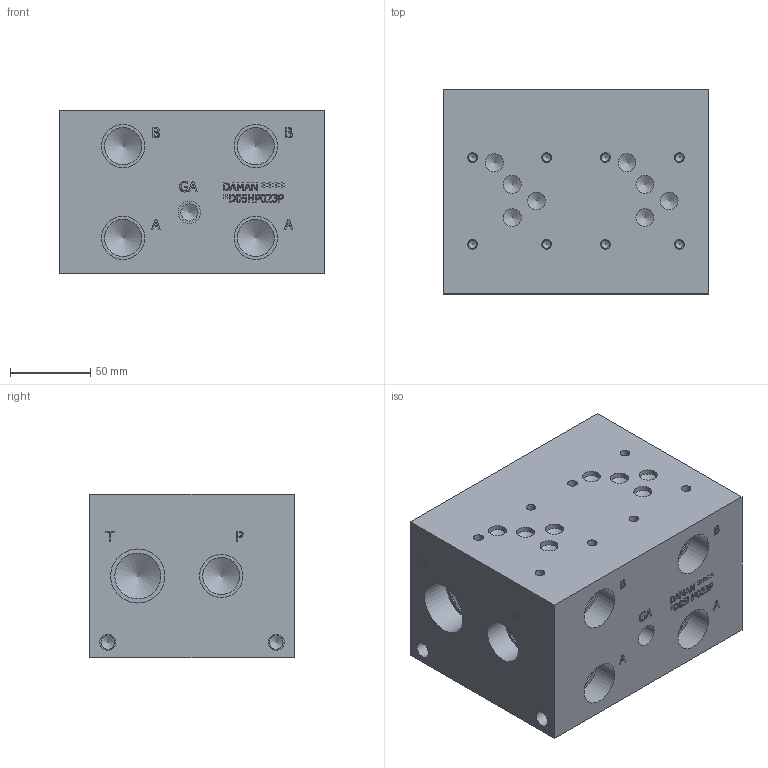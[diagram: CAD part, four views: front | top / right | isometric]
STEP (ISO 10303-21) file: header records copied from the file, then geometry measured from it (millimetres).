
FILE_DESCRIPTION(/* description */ (''),/* implementation_level */ '2;1');
FILE_NAME(/* name */ '_D05HP023P.stp',/* time_stamp */ '2022-10-18T10:49:18-04:00',/* author */ ('mikeh'),/* organization */ (''),/* preprocessor_version */ 'ST-DEVELOPER v18',/* originating_system */ 'Autodesk Inventor 2020',/* authorisation */ '');
FILE_SCHEMA (('AUTOMOTIVE_DESIGN { 1 0 10303 214 3 1 1 }'));
Length unit declared in the file: millimetre
Products named in the file (1): Part_AD05HP023P_3D
Bounding box: 165.1 x 127 x 101.6 mm (x, y, z)
Volume: 2013077.8 mm3; surface area: 122320.9 mm2
Topology: 1 solids, 1 shells, 597 faces, 1634 edges, 1106 vertices
Faces by surface type: plane 361, bspline 157, cylinder 50, cone 29
Full cylindrical faces by diameter (mm): 5.004 x8, 5.994 x8, 8.509 x4, 10.008 x4, 10.719 x1, 11.113 x2, 11.125 x6, 13.868 x1, 23.012 x6, 26.924 x6, 28.575 x2, 33.706 x2
Entity records: 20062 total; most frequent: CARTESIAN_POINT 5350, ORIENTED_EDGE 3210, DIRECTION 2352, EDGE_CURVE 1605, LINE 1112, VECTOR 1112, VERTEX_POINT 1106, EDGE_LOOP 693
